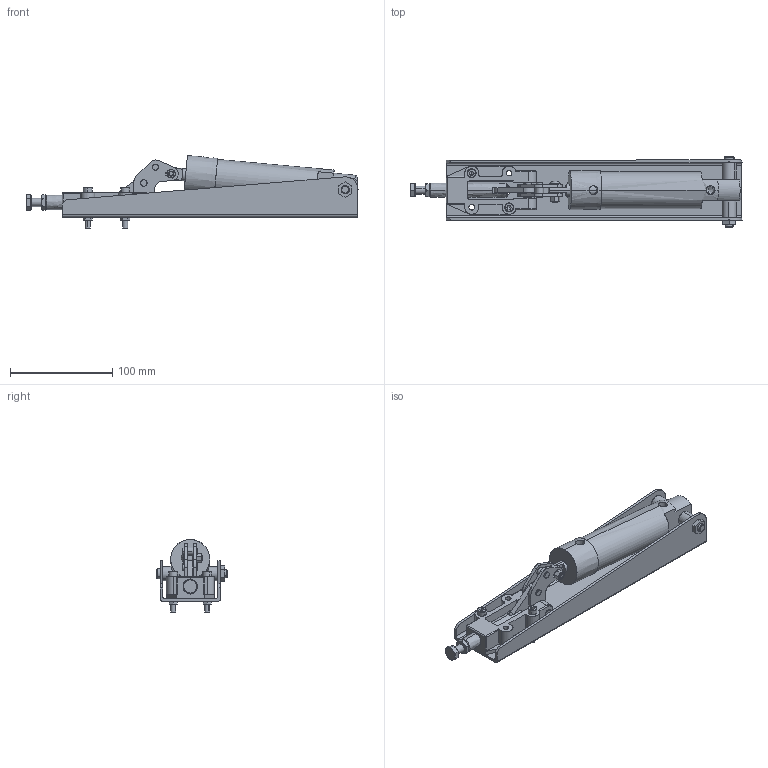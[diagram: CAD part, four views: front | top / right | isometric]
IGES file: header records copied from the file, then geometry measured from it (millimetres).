
Start section: SolidWorks IGES file using analytic representation for surfaces
Global section: file name: P600X.IGS; native system: SolidWorks 2016; preprocessor: SolidWorks 2016; author: AndyW; date: 161124.121009; units: millimetre
Bounding box: 324.3 x 69.5 x 71.23 mm (x, y, z)
Surface area: 133526.6 mm2 (no closed solid volume)
Topology: 0 solids, 0 shells, 517 faces, 7962 edges, 7950 vertices
Faces by surface type: revolution 291, bspline 226
